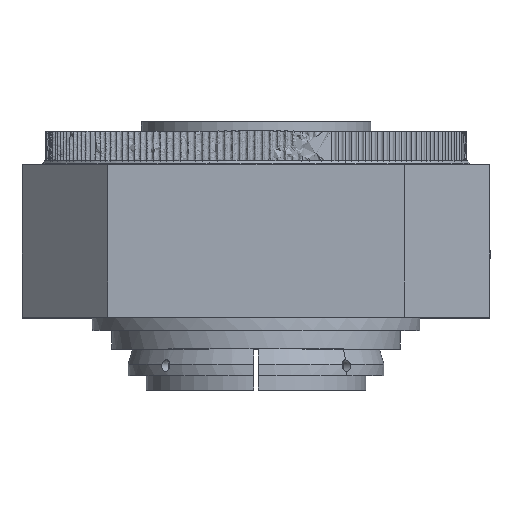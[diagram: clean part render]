
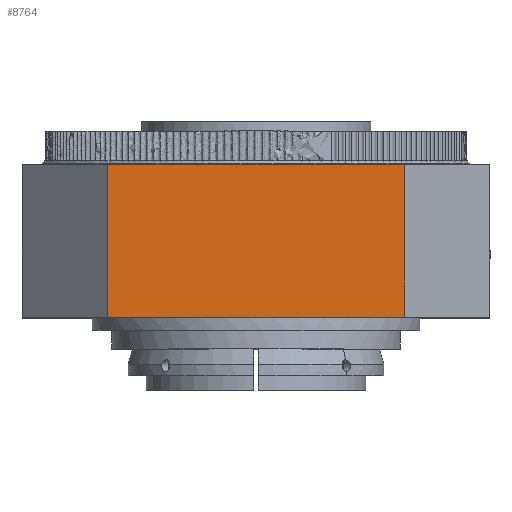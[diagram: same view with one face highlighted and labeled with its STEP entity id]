
A CAD part, top view. The second image highlights one B-rep face of the part: STEP entity #8764.
In plain terms, the highlighted planar face has unit normal (0, 0, 1).
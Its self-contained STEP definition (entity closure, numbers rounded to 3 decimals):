
#238 = VERTEX_POINT ( 'NONE', #6858 ) ;
#1553 = CARTESIAN_POINT ( 'NONE',  ( -155., 80., 528. ) ) ;
#1617 = VERTEX_POINT ( 'NONE', #12110 ) ;
#1825 = CARTESIAN_POINT ( 'NONE',  ( 155., -80., 528. ) ) ;
#2082 = EDGE_CURVE ( 'NONE', #1617, #15323, #16010, .T. ) ;
#3117 = CARTESIAN_POINT ( 'NONE',  ( 155., 80., 528. ) ) ;
#3990 = DIRECTION ( 'NONE',  ( 1., 0., 0. ) ) ;
#4216 = CARTESIAN_POINT ( 'NONE',  ( -155., -80., 528. ) ) ;
#5548 = EDGE_CURVE ( 'NONE', #238, #15323, #14623, .T. ) ;
#6211 = CARTESIAN_POINT ( 'NONE',  ( 155., 80., 528. ) ) ;
#6858 = CARTESIAN_POINT ( 'NONE',  ( -155., 80., 528. ) ) ;
#7253 = CARTESIAN_POINT ( 'NONE',  ( 155., 80., 528. ) ) ;
#7393 = CARTESIAN_POINT ( 'NONE',  ( 155., -80., 528. ) ) ;
#8520 = ORIENTED_EDGE ( 'NONE', *, *, #14021, .T. ) ;
#8764 = ADVANCED_FACE ( 'NONE', ( #13827 ), #18120, .T. ) ;
#9726 = AXIS2_PLACEMENT_3D ( 'NONE', #12550, #10898, #3990 ) ;
#9983 = CARTESIAN_POINT ( 'NONE',  ( -155., -80., 528. ) ) ;
#10693 = ORIENTED_EDGE ( 'NONE', *, *, #5548, .T. ) ;
#10898 = DIRECTION ( 'NONE',  ( 0., 0., 1. ) ) ;
#11633 = ORIENTED_EDGE ( 'NONE', *, *, #14517, .F. ) ;
#11805 = CARTESIAN_POINT ( 'NONE',  ( -155., -80., 528. ) ) ;
#12110 = CARTESIAN_POINT ( 'NONE',  ( 155., -80., 528. ) ) ;
#12155 = EDGE_LOOP ( 'NONE', ( #10693, #15343, #8520, #11633 ) ) ;
#12201 = B_SPLINE_CURVE_WITH_KNOTS ( 'NONE', 1,
 ( #1825, #7253 ),
 .UNSPECIFIED., .F., .F.,
 ( 2, 2 ),
 ( 0., 160. ),
 .UNSPECIFIED. ) ;
#12550 = CARTESIAN_POINT ( 'NONE',  ( -186.12, -96.12, 528. ) ) ;
#12993 = VERTEX_POINT ( 'NONE', #3117 ) ;
#13827 = FACE_OUTER_BOUND ( 'NONE', #12155, .T. ) ;
#14021 = EDGE_CURVE ( 'NONE', #1617, #12993, #12201, .T. ) ;
#14517 = EDGE_CURVE ( 'NONE', #238, #12993, #16756, .T. ) ;
#14623 = B_SPLINE_CURVE_WITH_KNOTS ( 'NONE', 1,
 ( #1553, #4216 ),
 .UNSPECIFIED., .F., .F.,
 ( 2, 2 ),
 ( 0., 160. ),
 .UNSPECIFIED. ) ;
#15323 = VERTEX_POINT ( 'NONE', #11805 ) ;
#15343 = ORIENTED_EDGE ( 'NONE', *, *, #2082, .F. ) ;
#16010 = B_SPLINE_CURVE_WITH_KNOTS ( 'NONE', 1,
 ( #7393, #9983 ),
 .UNSPECIFIED., .F., .F.,
 ( 2, 2 ),
 ( 0., 310. ),
 .UNSPECIFIED. ) ;
#16756 = B_SPLINE_CURVE_WITH_KNOTS ( 'NONE', 1,
 ( #17400, #6211 ),
 .UNSPECIFIED., .F., .F.,
 ( 2, 2 ),
 ( 0., 310. ),
 .UNSPECIFIED. ) ;
#17400 = CARTESIAN_POINT ( 'NONE',  ( -155., 80., 528. ) ) ;
#18120 = PLANE ( 'NONE',  #9726 ) ;
